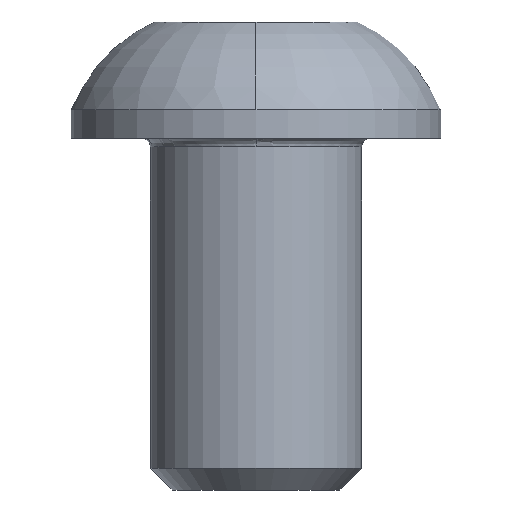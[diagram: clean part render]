
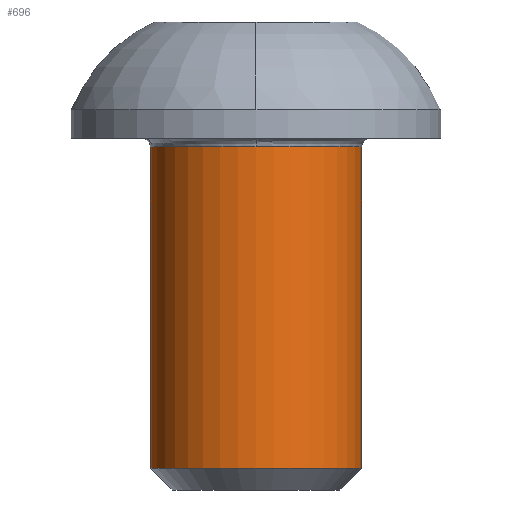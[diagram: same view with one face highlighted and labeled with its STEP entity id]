
A CAD part, front view. The second image highlights one B-rep face of the part: STEP entity #696.
In plain terms, the highlighted cylindrical face has radius 3 mm (diameter 6 mm), a partial arc.
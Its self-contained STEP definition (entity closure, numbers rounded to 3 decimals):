
#82 = DIRECTION ( 'NONE',  ( 0., 0., 1. ) ) ;
#113 = VERTEX_POINT ( 'NONE', #492 ) ;
#148 = CARTESIAN_POINT ( 'NONE',  ( 0., 0., -0.25 ) ) ;
#155 = CARTESIAN_POINT ( 'NONE',  ( -3., 0., -4.818 ) ) ;
#156 = EDGE_CURVE ( 'NONE', #519, #501, #217, .T. ) ;
#165 = CARTESIAN_POINT ( 'NONE',  ( 0., 0., -0.25 ) ) ;
#209 = CIRCLE ( 'NONE', #676, 3. ) ;
#217 = LINE ( 'NONE', #155, #256 ) ;
#231 = CARTESIAN_POINT ( 'NONE',  ( -3., 0., -9.387 ) ) ;
#256 = VECTOR ( 'NONE', #274, 1000. ) ;
#267 = DIRECTION ( 'NONE',  ( -1., 0., 0. ) ) ;
#268 = ORIENTED_EDGE ( 'NONE', *, *, #553, .T. ) ;
#274 = DIRECTION ( 'NONE',  ( 0., 0., -1. ) ) ;
#285 = CARTESIAN_POINT ( 'NONE',  ( 0., -3., -0.25 ) ) ;
#287 = DIRECTION ( 'NONE',  ( 0., 0., -1. ) ) ;
#292 = DIRECTION ( 'NONE',  ( -1., 0., 0. ) ) ;
#374 = AXIS2_PLACEMENT_3D ( 'NONE', #434, #82, #267 ) ;
#384 = EDGE_LOOP ( 'NONE', ( #794, #660, #723, #472, #268 ) ) ;
#392 = EDGE_CURVE ( 'NONE', #113, #797, #570, .T. ) ;
#434 = CARTESIAN_POINT ( 'NONE',  ( 0., 0., -9.387 ) ) ;
#442 = LINE ( 'NONE', #584, #586 ) ;
#472 = ORIENTED_EDGE ( 'NONE', *, *, #156, .T. ) ;
#484 = EDGE_CURVE ( 'NONE', #113, #618, #442, .T. ) ;
#492 = CARTESIAN_POINT ( 'NONE',  ( 3., 0., -0.25 ) ) ;
#501 = VERTEX_POINT ( 'NONE', #231 ) ;
#519 = VERTEX_POINT ( 'NONE', #540 ) ;
#522 = CARTESIAN_POINT ( 'NONE',  ( 0., 0., -4.818 ) ) ;
#540 = CARTESIAN_POINT ( 'NONE',  ( -3., 0., -0.25 ) ) ;
#553 = EDGE_CURVE ( 'NONE', #501, #618, #803, .T. ) ;
#560 = DIRECTION ( 'NONE',  ( -1., 0., 0. ) ) ;
#570 = CIRCLE ( 'NONE', #736, 3. ) ;
#584 = CARTESIAN_POINT ( 'NONE',  ( 3., 0., -4.818 ) ) ;
#586 = VECTOR ( 'NONE', #646, 1000. ) ;
#594 = DIRECTION ( 'NONE',  ( 0., 0., -1. ) ) ;
#610 = EDGE_CURVE ( 'NONE', #797, #519, #209, .T. ) ;
#618 = VERTEX_POINT ( 'NONE', #697 ) ;
#646 = DIRECTION ( 'NONE',  ( 0., 0., -1. ) ) ;
#660 = ORIENTED_EDGE ( 'NONE', *, *, #392, .T. ) ;
#676 = AXIS2_PLACEMENT_3D ( 'NONE', #148, #702, #560 ) ;
#677 = FACE_OUTER_BOUND ( 'NONE', #384, .T. ) ;
#696 = ADVANCED_FACE ( 'NONE', ( #677 ), #741, .T. ) ;
#697 = CARTESIAN_POINT ( 'NONE',  ( 3., 0., -9.387 ) ) ;
#702 = DIRECTION ( 'NONE',  ( 0., 0., -1. ) ) ;
#721 = AXIS2_PLACEMENT_3D ( 'NONE', #522, #287, #292 ) ;
#723 = ORIENTED_EDGE ( 'NONE', *, *, #610, .T. ) ;
#736 = AXIS2_PLACEMENT_3D ( 'NONE', #165, #594, #785 ) ;
#741 = CYLINDRICAL_SURFACE ( 'NONE', #721, 3. ) ;
#785 = DIRECTION ( 'NONE',  ( -1., 0., 0. ) ) ;
#794 = ORIENTED_EDGE ( 'NONE', *, *, #484, .F. ) ;
#797 = VERTEX_POINT ( 'NONE', #285 ) ;
#803 = CIRCLE ( 'NONE', #374, 3. ) ;
